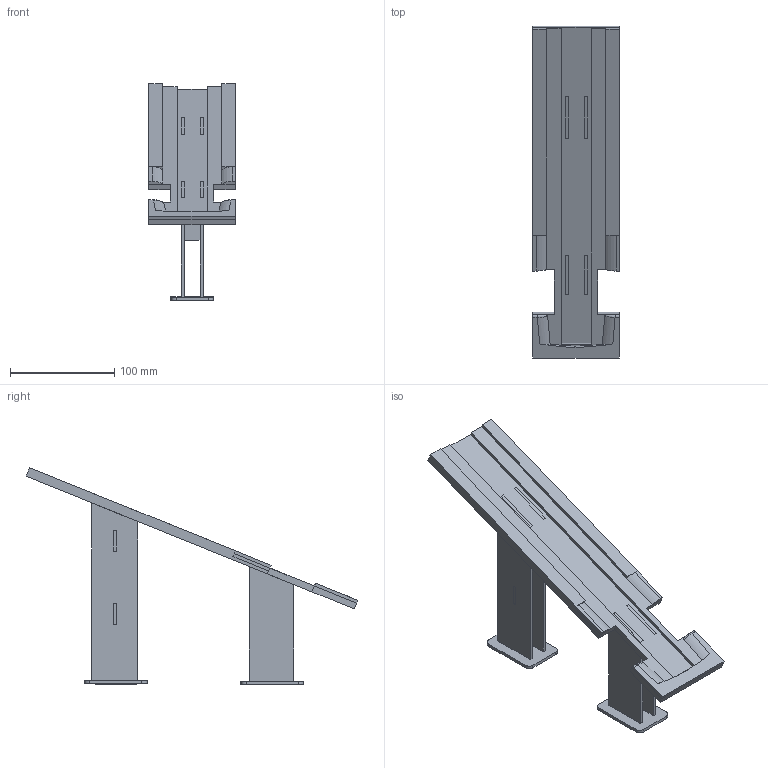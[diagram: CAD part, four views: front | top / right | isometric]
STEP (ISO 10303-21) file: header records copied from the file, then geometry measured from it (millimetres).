
FILE_DESCRIPTION(/* description */ (''),/* implementation_level */ '2;1');
FILE_NAME(/* name */ 'PCBSlider.step',/* time_stamp */ '2024-07-30T13:08:25+02:00',/* author */ (''),/* organization */ (''),/* preprocessor_version */ 'ST-DEVELOPER v20',/* originating_system */ 'Autodesk Translation Framework v13.14.0.145',/* authorisation */ '');
FILE_SCHEMA (('AUTOMOTIVE_DESIGN { 1 0 10303 214 3 1 1 }'));
Length unit declared in the file: millimetre
Products named in the file (1): PCBSlider
Bounding box: 83.38 x 318.61 x 208.07 mm (x, y, z)
Volume: 242019.6 mm3; surface area: 139227.5 mm2
Topology: 11 solids, 11 shells, 259 faces, 678 edges, 451 vertices
Faces by surface type: plane 239, cylinder 17, bspline 3
Entity records: 8082 total; most frequent: CARTESIAN_POINT 1586, ORIENTED_EDGE 1356, DIRECTION 1214, EDGE_CURVE 678, LINE 636, VECTOR 636, VERTEX_POINT 451, EDGE_LOOP 299
